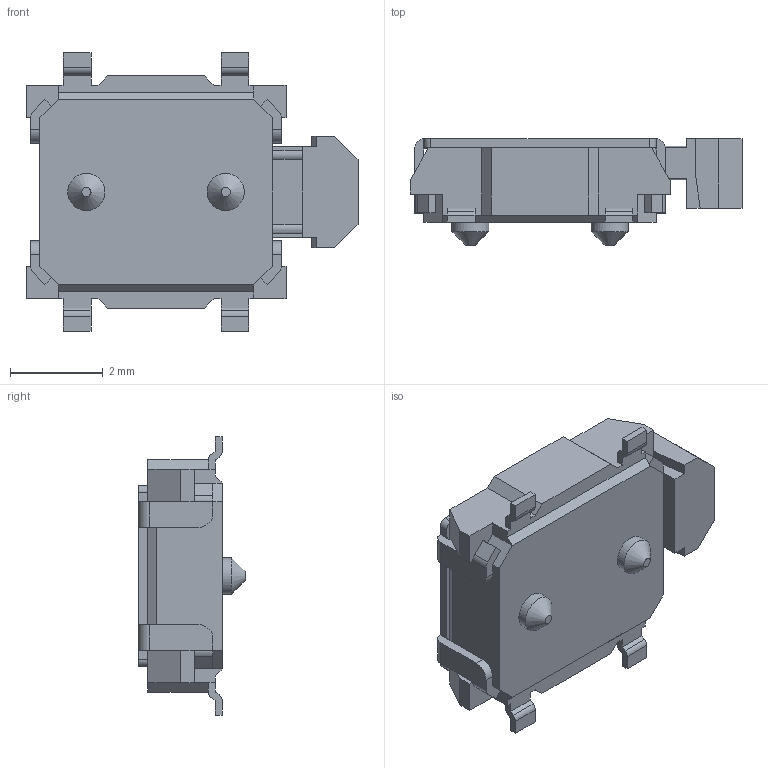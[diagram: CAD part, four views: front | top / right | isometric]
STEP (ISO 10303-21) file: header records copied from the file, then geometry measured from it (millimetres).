
FILE_DESCRIPTION(/* description */ ('STEP AP203'),/* implementation_level */ '2;1');
FILE_NAME(/* name */ 'PTS850VM18PSMTR LFS',/* time_stamp */ '2025-02-03T02:55:40+01:00',/* author */ ('License CC BY-ND 4.0'),/* organization */ ('CADENAS'),/* preprocessor_version */ 'ST-DEVELOPER v19.3',/* originating_system */ 'PARTsolutions',/* authorisation */ ' ');
FILE_SCHEMA (('CONFIG_CONTROL_DESIGN'));
Length unit declared in the file: millimetre
Products named in the file (3): PTS850VM18PSMTR LFS; PTS850VM18PSMTR LFS_PART1; PTS850VM18PSMTR LFS_PART2
Assembly tree (2 placements, depth 2):
  PTS850VM18PSMTR LFS
    PTS850VM18PSMTR LFS_PART1
    PTS850VM18PSMTR LFS_PART2
Bounding box: 7.15 x 2.3 x 6 mm (x, y, z)
Volume: 40.7 mm3; surface area: 197.5 mm2
Topology: 2 solids, 3 shells, 308 faces, 892 edges, 583 vertices
Faces by surface type: plane 231, cylinder 71, cone 3, sphere 2, torus 1
Full cylindrical faces by diameter (mm): 0.6 x1, 0.8 x2, 0.9 x1, 1.8 x1
Entity records: 9981 total; most frequent: CARTESIAN_POINT 1777, ORIENTED_EDGE 1742, DIRECTION 1642, EDGE_CURVE 871, LINE 710, VECTOR 710, VERTEX_POINT 573, AXIS2_PLACEMENT_3D 466
